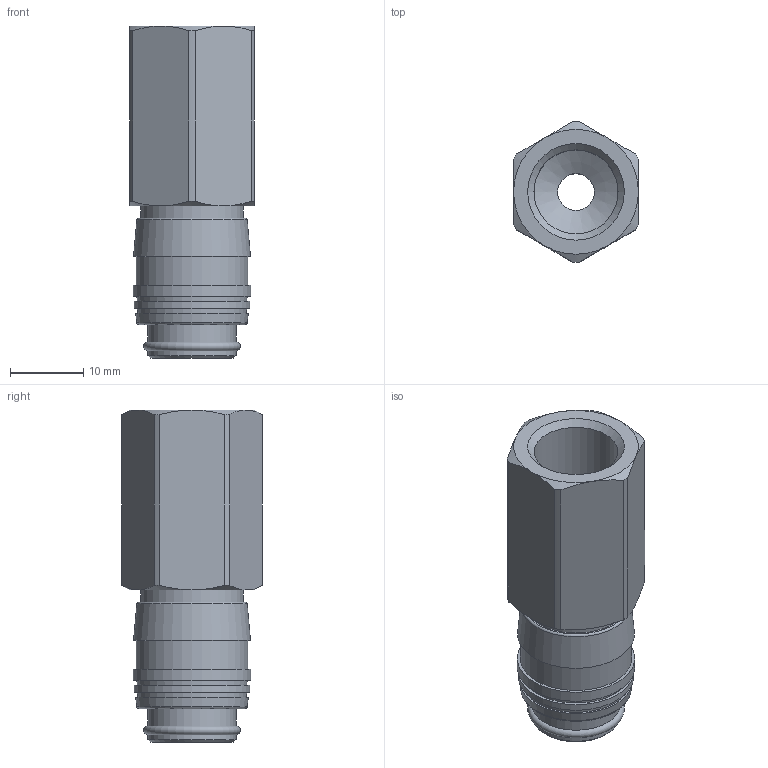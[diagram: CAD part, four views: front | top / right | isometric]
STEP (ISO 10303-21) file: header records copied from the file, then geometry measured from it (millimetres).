
FILE_DESCRIPTION(/* description */ ('STEP AP214'),/* implementation_level */ '2;1');
FILE_NAME(/* name */ '531628_KD3-1_4-I',/* time_stamp */ '2024-08-29T16:17:21+02:00',/* author */ ('License CC BY-ND 4.0'),/* organization */ ('CADENAS'),/* preprocessor_version */ 'ST-DEVELOPER v19.3',/* originating_system */ 'PARTsolutions',/* authorisation */ ' ');
FILE_SCHEMA (('AUTOMOTIVE_DESIGN {1 0 10303 214 3 1 1}'));
Length unit declared in the file: millimetre
Products named in the file (1): 531628 KD3-1/4-I
Bounding box: 17 x 19.15 x 45.2 mm (x, y, z)
Volume: 5885.2 mm3; surface area: 4488.5 mm2
Topology: 1 solids, 1 shells, 58 faces, 115 edges, 69 vertices
Faces by surface type: plane 18, cone 17, cylinder 15, torus 8
Full cylindrical faces by diameter (mm): 5 x1, 9 x1, 11.445 x1, 12 x2, 14 x2, 15.7 x1, 16 x1
Entity records: 1440 total; most frequent: CARTESIAN_POINT 293, DIRECTION 244, ORIENTED_EDGE 186, AXIS2_PLACEMENT_3D 116, EDGE_CURVE 93, EDGE_LOOP 92, FACE_BOUND 92, VERTEX_POINT 69
